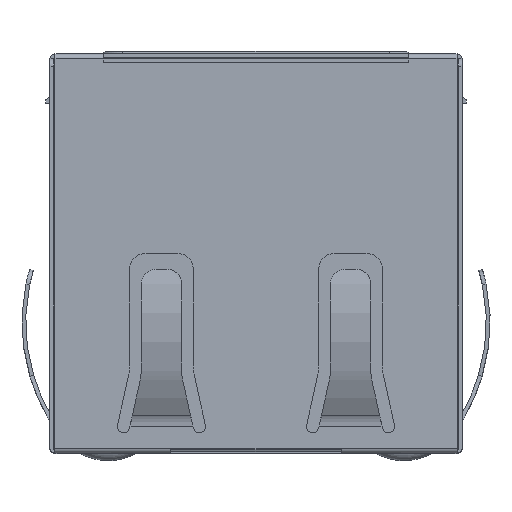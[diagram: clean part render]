
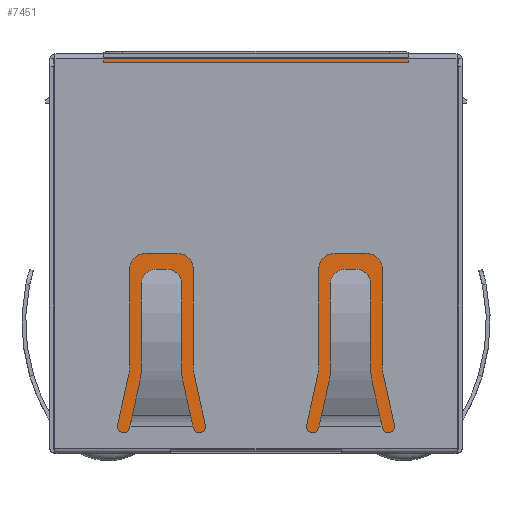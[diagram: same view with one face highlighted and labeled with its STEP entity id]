
A CAD part, top view. The second image highlights one B-rep face of the part: STEP entity #7451.
In plain terms, the highlighted planar face has unit normal (0, 0, 1).
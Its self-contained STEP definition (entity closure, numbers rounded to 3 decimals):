
#1292=DIRECTION('',(-0.707,-0.707,0.));
#1293=VECTOR('',#1292,0.424);
#1294=CARTESIAN_POINT('',(-7.63,3.975,12.7));
#1295=LINE('',#1294,#1293);
#1300=DIRECTION('',(0.,-1.,0.));
#1301=VECTOR('',#1300,3.7);
#1302=CARTESIAN_POINT('',(7.63,7.675,12.7));
#1303=LINE('',#1302,#1301);
#1304=DIRECTION('',(0.,1.,0.));
#1305=VECTOR('',#1304,11.35);
#1306=CARTESIAN_POINT('',(7.93,-7.675,12.7));
#1307=LINE('',#1306,#1305);
#1308=DIRECTION('',(1.,0.,0.));
#1309=VECTOR('',#1308,15.86);
#1310=CARTESIAN_POINT('',(-7.93,-7.675,12.7));
#1311=LINE('',#1310,#1309);
#1312=DIRECTION('',(0.,-1.,0.));
#1313=VECTOR('',#1312,11.35);
#1314=CARTESIAN_POINT('',(-7.93,3.675,12.7));
#1315=LINE('',#1314,#1313);
#1316=DIRECTION('',(0.,-1.,0.));
#1317=VECTOR('',#1316,3.7);
#1318=CARTESIAN_POINT('',(-7.63,7.675,12.7));
#1319=LINE('',#1318,#1317);
#1320=DIRECTION('',(-1.,0.,0.));
#1321=VECTOR('',#1320,15.26);
#1322=CARTESIAN_POINT('',(7.63,7.675,12.7));
#1323=LINE('',#1322,#1321);
#1332=DIRECTION('',(-0.707,0.707,0.));
#1333=VECTOR('',#1332,0.424);
#1334=CARTESIAN_POINT('',(7.93,3.675,12.7));
#1335=LINE('',#1334,#1333);
#4344=CARTESIAN_POINT('',(-7.93,-7.675,12.7));
#4345=CARTESIAN_POINT('',(7.93,-7.675,12.7));
#4346=VERTEX_POINT('',#4344);
#4347=VERTEX_POINT('',#4345);
#4625=CARTESIAN_POINT('',(-7.63,7.675,12.7));
#4627=VERTEX_POINT('',#4625);
#4629=CARTESIAN_POINT('',(7.63,7.675,12.7));
#4631=VERTEX_POINT('',#4629);
#4633=CARTESIAN_POINT('',(-7.93,3.675,12.7));
#4635=VERTEX_POINT('',#4633);
#4637=CARTESIAN_POINT('',(-7.63,3.975,12.7));
#4639=VERTEX_POINT('',#4637);
#4641=CARTESIAN_POINT('',(7.63,3.975,12.7));
#4643=VERTEX_POINT('',#4641);
#4645=CARTESIAN_POINT('',(7.93,3.675,12.7));
#4647=VERTEX_POINT('',#4645);
#7433=CARTESIAN_POINT('',(0.,0.,12.7));
#7434=DIRECTION('',(0.,0.,1.));
#7435=DIRECTION('',(1.,0.,0.));
#7436=AXIS2_PLACEMENT_3D('',#7433,#7434,#7435);
#7437=PLANE('',#7436);
#7439=ORIENTED_EDGE('',*,*,#7438,.T.);
#7441=ORIENTED_EDGE('',*,*,#7440,.F.);
#7443=ORIENTED_EDGE('',*,*,#7442,.F.);
#7444=ORIENTED_EDGE('',*,*,#7288,.F.);
#7445=ORIENTED_EDGE('',*,*,#7378,.F.);
#7446=ORIENTED_EDGE('',*,*,#7401,.F.);
#7447=ORIENTED_EDGE('',*,*,#7421,.F.);
#7448=ORIENTED_EDGE('',*,*,#7167,.F.);
#7449=EDGE_LOOP('',(#7439,#7441,#7443,#7444,#7445,#7446,#7447,#7448));
#7450=FACE_OUTER_BOUND('',#7449,.F.);
#7167=EDGE_CURVE('',#4631,#4627,#1323,.T.);
#7288=EDGE_CURVE('',#4346,#4347,#1311,.T.);
#7378=EDGE_CURVE('',#4635,#4346,#1315,.T.);
#7401=EDGE_CURVE('',#4639,#4635,#1295,.T.);
#7421=EDGE_CURVE('',#4627,#4639,#1319,.T.);
#7438=EDGE_CURVE('',#4631,#4643,#1303,.T.);
#7440=EDGE_CURVE('',#4647,#4643,#1335,.T.);
#7442=EDGE_CURVE('',#4347,#4647,#1307,.T.);
#7451=ADVANCED_FACE('',(#7450),#7437,.T.);
